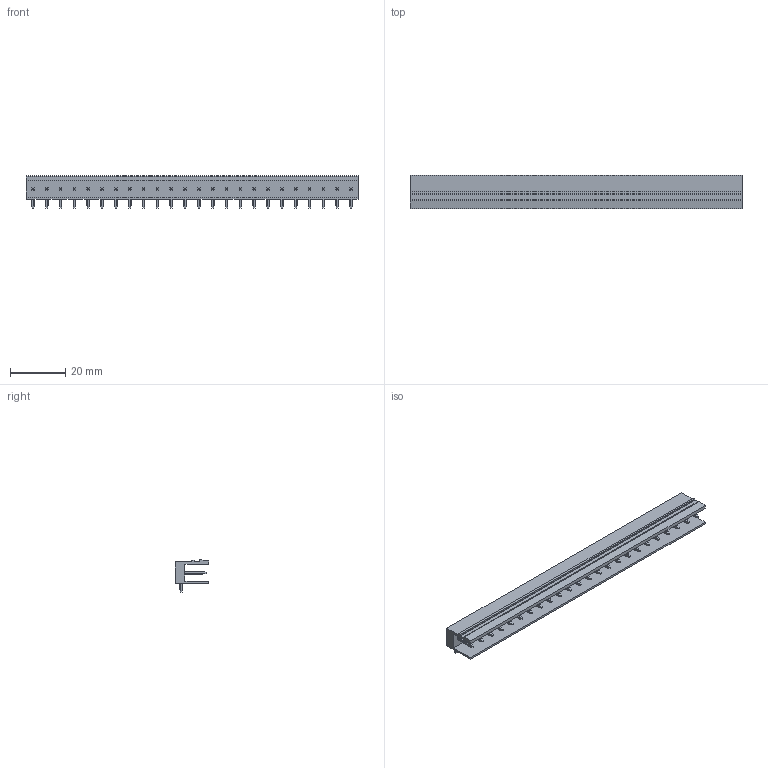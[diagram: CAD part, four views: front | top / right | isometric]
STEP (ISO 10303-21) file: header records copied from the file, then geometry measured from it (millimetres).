
FILE_DESCRIPTION(('CATIA V5 STEP Exchange','CAx-IF Rec.Pracs.--- Model Styling and Organization---1.2---2011-12-15'),'2;1');
FILE_NAME ('D1452883_0_1571340000_1571340000.stp','2018-10-12T13:36:59+00:00',('none'),('Weidmueller'),'CATIA Version 5-6 Release 2014','CATIA V5 STEP AP214','none');
FILE_SCHEMA(('AUTOMOTIVE_DESIGN { 1 0 10303 214 1 1 1 1 }'));
Length unit declared in the file: millimetre
Products named in the file (1): 1571340000
Bounding box: 120 x 12 x 11.7 mm (x, y, z)
Volume: 5371.7 mm3; surface area: 8921.5 mm2
Topology: 25 solids, 25 shells, 931 faces, 2451 edges, 1570 vertices
Faces by surface type: plane 545, cylinder 386
Entity records: 24155 total; most frequent: CARTESIAN_POINT 5586, ORIENTED_EDGE 4902, EDGE_CURVE 2307, DIRECTION 2171, VECTOR 1439, LINE 1439, VERTEX_POINT 1378, EDGE_LOOP 979
